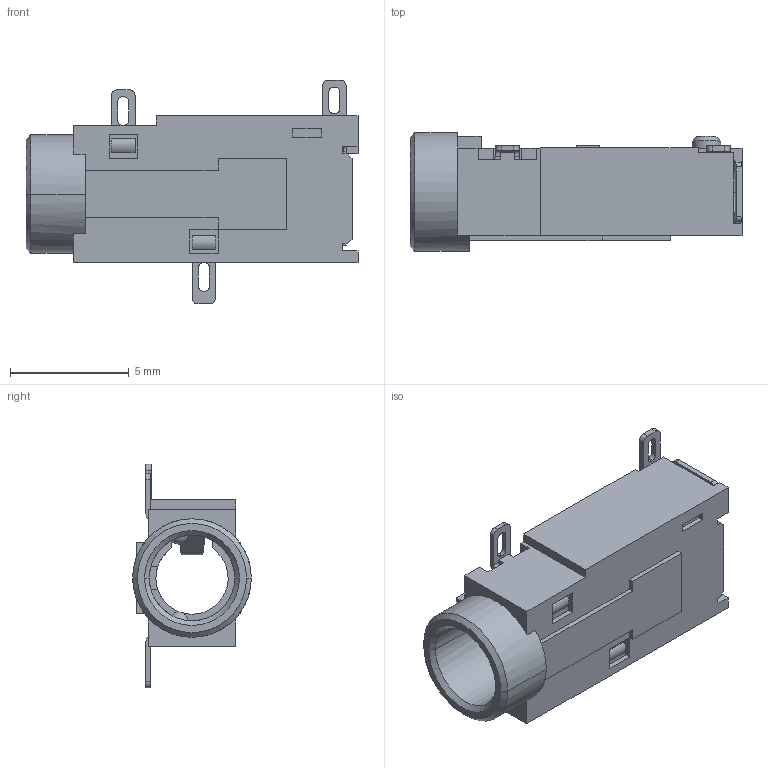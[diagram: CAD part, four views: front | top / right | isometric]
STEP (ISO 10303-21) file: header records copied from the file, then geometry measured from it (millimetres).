
FILE_DESCRIPTION(('STEP AP214'),'1');
FILE_NAME('sj2-35853a-smt-tr.stp','2018-09-15T13:19:39',('TraceParts'),('TraceParts S.A.'),'Spatial InterOp 3D',' ',' ');
FILE_SCHEMA(('automotive_design'));
Length unit declared in the file: millimetre
Products named in the file (1): sj2-35853a-smt-tr
Bounding box: 14 x 5 x 9.43 mm (x, y, z)
Volume: 174.7 mm3; surface area: 492.6 mm2
Topology: 1 solids, 3 shells, 324 faces, 909 edges, 592 vertices
Faces by surface type: plane 236, cylinder 66, sphere 12, cone 6, bspline 4
Entity records: 13153 total; most frequent: CARTESIAN_POINT 2152, ORIENTED_EDGE 1802, DIRECTION 1657, EDGE_CURVE 901, LINE 697, VECTOR 697, VERTEX_POINT 592, AXIS2_PLACEMENT_3D 480
